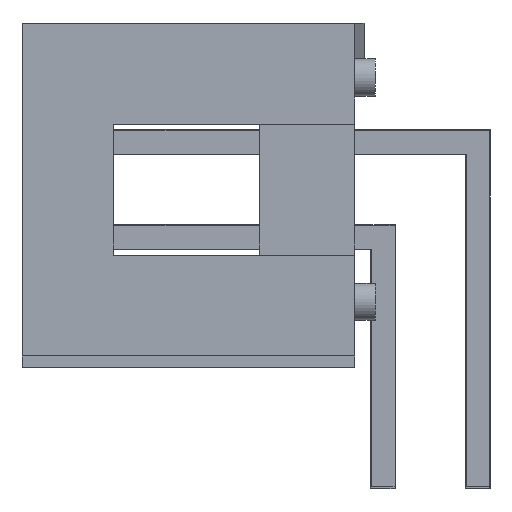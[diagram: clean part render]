
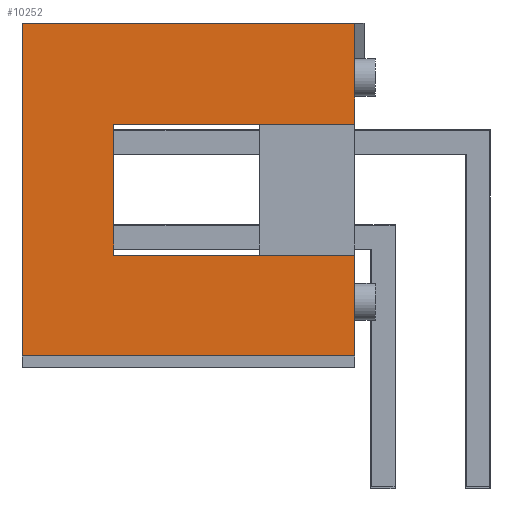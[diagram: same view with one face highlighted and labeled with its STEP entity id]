
A CAD part, left-side view. The second image highlights one B-rep face of the part: STEP entity #10252.
In plain terms, the highlighted planar face has unit normal (-1, 0, 0).
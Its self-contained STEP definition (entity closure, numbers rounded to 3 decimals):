
#92 = VECTOR ( 'NONE', #1845, 1000. ) ;
#541 = CARTESIAN_POINT ( 'NONE',  ( -5.08, 9.75, 3.05 ) ) ;
#729 = DIRECTION ( 'NONE',  ( 0., 1., 0. ) ) ;
#768 = CARTESIAN_POINT ( 'NONE',  ( -5.08, 7.75, 0.35 ) ) ;
#828 = EDGE_CURVE ( 'NONE', #8756, #7031, #8469, .T. ) ;
#1215 = CARTESIAN_POINT ( 'NONE',  ( -5.08, 3.3, 6.55 ) ) ;
#1275 = CARTESIAN_POINT ( 'NONE',  ( -5.08, 12.2, 9.25 ) ) ;
#1675 = CARTESIAN_POINT ( 'NONE',  ( -5.08, 9.75, 4.8 ) ) ;
#1845 = DIRECTION ( 'NONE',  ( 0., 1., 0. ) ) ;
#1934 = CARTESIAN_POINT ( 'NONE',  ( -5.08, 7.75, 6.55 ) ) ;
#2113 = ORIENTED_EDGE ( 'NONE', *, *, #2321, .T. ) ;
#2321 = EDGE_CURVE ( 'NONE', #8756, #5091, #9116, .T. ) ;
#2417 = CARTESIAN_POINT ( 'NONE',  ( -5.08, 3.3, 0.35 ) ) ;
#2463 = VECTOR ( 'NONE', #12304, 1000. ) ;
#2533 = LINE ( 'NONE', #9567, #13444 ) ;
#2813 = VECTOR ( 'NONE', #12726, 1000. ) ;
#2845 = EDGE_CURVE ( 'NONE', #12838, #4895, #9565, .T. ) ;
#2972 = DIRECTION ( 'NONE',  ( 0., -1., 0. ) ) ;
#3184 = CARTESIAN_POINT ( 'NONE',  ( -5.08, 3.3, 4.65 ) ) ;
#3414 = CARTESIAN_POINT ( 'NONE',  ( -5.08, 3.3, 3.05 ) ) ;
#3458 = VECTOR ( 'NONE', #729, 1000. ) ;
#3500 = DIRECTION ( 'NONE',  ( 0., 0., 1. ) ) ;
#3884 = EDGE_CURVE ( 'NONE', #6276, #4895, #2533, .T. ) ;
#3935 = CARTESIAN_POINT ( 'NONE',  ( -5.08, 3.3, 9.25 ) ) ;
#4027 = ORIENTED_EDGE ( 'NONE', *, *, #9784, .T. ) ;
#4065 = ORIENTED_EDGE ( 'NONE', *, *, #13478, .T. ) ;
#4189 = EDGE_CURVE ( 'NONE', #12374, #11795, #8009, .T. ) ;
#4850 = CARTESIAN_POINT ( 'NONE',  ( -5.08, 7.75, 9.25 ) ) ;
#4895 = VERTEX_POINT ( 'NONE', #1215 ) ;
#5091 = VERTEX_POINT ( 'NONE', #541 ) ;
#5173 = VECTOR ( 'NONE', #9191, 1000. ) ;
#5774 = LINE ( 'NONE', #768, #92 ) ;
#6276 = VERTEX_POINT ( 'NONE', #3935 ) ;
#6423 = DIRECTION ( 'NONE',  ( 0., 0., -1. ) ) ;
#6435 = ORIENTED_EDGE ( 'NONE', *, *, #6943, .F. ) ;
#6441 = ORIENTED_EDGE ( 'NONE', *, *, #3884, .F. ) ;
#6490 = VECTOR ( 'NONE', #9140, 1000. ) ;
#6864 = CARTESIAN_POINT ( 'NONE',  ( -5.08, 12.2, 0.35 ) ) ;
#6943 = EDGE_CURVE ( 'NONE', #7031, #11795, #5774, .T. ) ;
#7031 = VERTEX_POINT ( 'NONE', #12514 ) ;
#7097 = ORIENTED_EDGE ( 'NONE', *, *, #4189, .T. ) ;
#7800 = CARTESIAN_POINT ( 'NONE',  ( -5.08, 9.75, 6.55 ) ) ;
#7962 = FACE_OUTER_BOUND ( 'NONE', #13286, .T. ) ;
#8009 = LINE ( 'NONE', #10200, #5173 ) ;
#8069 = ORIENTED_EDGE ( 'NONE', *, *, #828, .F. ) ;
#8469 = LINE ( 'NONE', #3184, #2813 ) ;
#8756 = VERTEX_POINT ( 'NONE', #3414 ) ;
#9116 = LINE ( 'NONE', #9251, #3458 ) ;
#9140 = DIRECTION ( 'NONE',  ( 0., 1., 0. ) ) ;
#9191 = DIRECTION ( 'NONE',  ( 0., 0., -1. ) ) ;
#9251 = CARTESIAN_POINT ( 'NONE',  ( -5.08, 7.75, 3.05 ) ) ;
#9305 = LINE ( 'NONE', #4850, #6490 ) ;
#9565 = LINE ( 'NONE', #1934, #12373 ) ;
#9567 = CARTESIAN_POINT ( 'NONE',  ( -5.08, 3.3, 4.65 ) ) ;
#9784 = EDGE_CURVE ( 'NONE', #5091, #12838, #13709, .T. ) ;
#9813 = PLANE ( 'NONE',  #11475 ) ;
#9860 = DIRECTION ( 'NONE',  ( -1., 0., 0. ) ) ;
#10200 = CARTESIAN_POINT ( 'NONE',  ( -5.08, 12.2, 4.8 ) ) ;
#10252 = ADVANCED_FACE ( 'NONE', ( #7962 ), #9813, .T. ) ;
#11475 = AXIS2_PLACEMENT_3D ( 'NONE', #2417, #9860, #3500 ) ;
#11795 = VERTEX_POINT ( 'NONE', #6864 ) ;
#11910 = ORIENTED_EDGE ( 'NONE', *, *, #2845, .T. ) ;
#12304 = DIRECTION ( 'NONE',  ( 0., 0., 1. ) ) ;
#12373 = VECTOR ( 'NONE', #2972, 1000. ) ;
#12374 = VERTEX_POINT ( 'NONE', #1275 ) ;
#12514 = CARTESIAN_POINT ( 'NONE',  ( -5.08, 3.3, 0.35 ) ) ;
#12726 = DIRECTION ( 'NONE',  ( 0., 0., -1. ) ) ;
#12838 = VERTEX_POINT ( 'NONE', #7800 ) ;
#13286 = EDGE_LOOP ( 'NONE', ( #8069, #2113, #4027, #11910, #6441, #4065, #7097, #6435 ) ) ;
#13444 = VECTOR ( 'NONE', #6423, 1000. ) ;
#13478 = EDGE_CURVE ( 'NONE', #6276, #12374, #9305, .T. ) ;
#13709 = LINE ( 'NONE', #1675, #2463 ) ;
